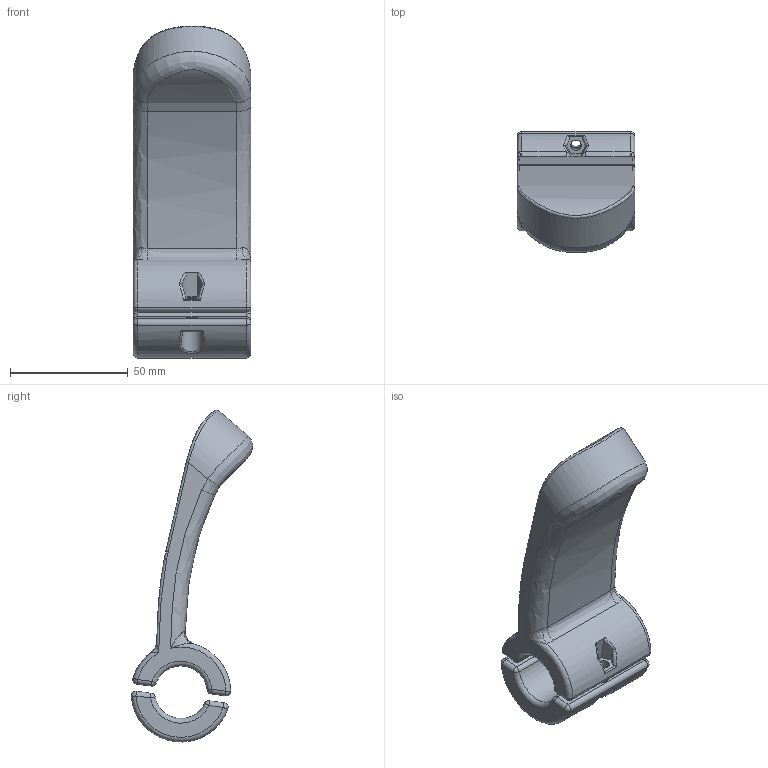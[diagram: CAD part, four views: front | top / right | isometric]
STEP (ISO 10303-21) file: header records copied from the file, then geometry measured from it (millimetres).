
FILE_DESCRIPTION(/* description */ (''),/* implementation_level */ '2;1');
FILE_NAME(/* name */ 'Poignee porte V1.step',/* time_stamp */ '2020-03-28T19:10:54+01:00',/* author */ (''),/* organization */ (''),/* preprocessor_version */ 'ST-DEVELOPER v18',/* originating_system */ 'Autodesk Translation Framework v8.12.0.6',/* authorisation */ '');
FILE_SCHEMA (('AUTOMOTIVE_DESIGN { 1 0 10303 214 3 1 1 }'));
Length unit declared in the file: millimetre
Products named in the file (1): Poignee porte V1
Bounding box: 50 x 51.59 x 140.83 mm (x, y, z)
Volume: 112304 mm3; surface area: 25090.9 mm2
Topology: 2 solids, 2 shells, 126 faces, 296 edges, 173 vertices
Faces by surface type: bspline 46, cylinder 32, plane 22, sphere 16, torus 10
Full cylindrical faces by diameter (mm): 4.5 x4
Entity records: 5801 total; most frequent: CARTESIAN_POINT 3194, ORIENTED_EDGE 584, DIRECTION 454, EDGE_CURVE 292, AXIS2_PLACEMENT_3D 193, VERTEX_POINT 173, EDGE_LOOP 137, FACE_OUTER_BOUND 126
